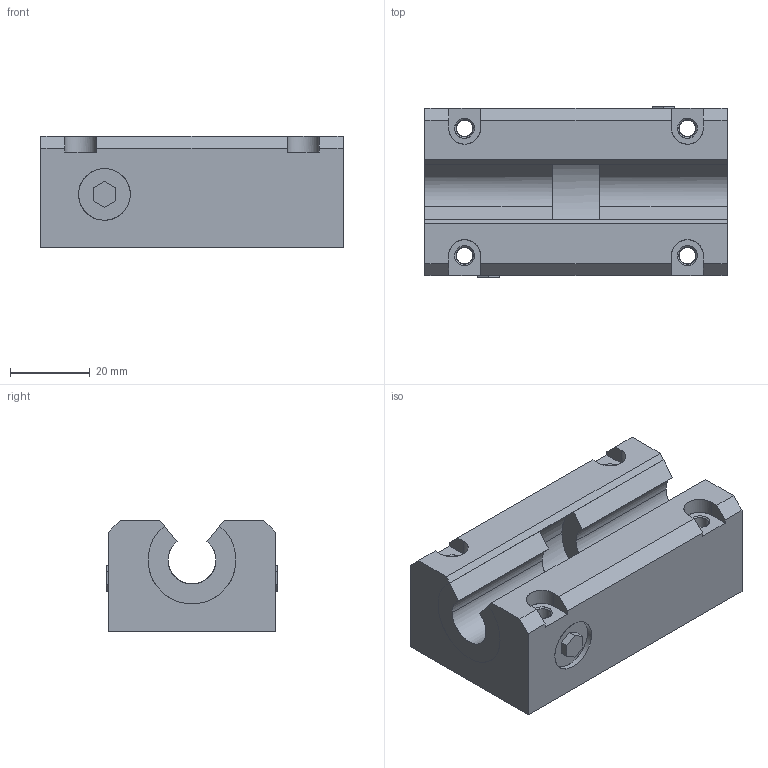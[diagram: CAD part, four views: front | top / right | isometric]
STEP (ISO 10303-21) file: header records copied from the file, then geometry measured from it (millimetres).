
FILE_DESCRIPTION ((), '1');
FILE_NAME ('TE33-212.stp', '2018-12-13T15:48:17', ('Unknown'), ('Unknown'), 'HarmonyWare STEP v2.0.5', 'Vectorworks', '');
FILE_SCHEMA (('CONFIG_CONTROL_DESIGN'));
Length unit declared in the file: millimetre
Products named in the file (109): NONE
Assembly tree (108 placements, depth 2):
  NONE
    NONE
    NONE
    NONE
    NONE
    NONE
    NONE
    NONE
    NONE
    NONE
    NONE
    NONE
    NONE
    NONE
    NONE
    NONE
    NONE
    NONE
    NONE
    NONE
    NONE
    NONE
    NONE
    NONE
    NONE
    NONE
    NONE
    NONE
    NONE
    NONE
    NONE
    NONE
    NONE
    NONE
    NONE
    NONE
    NONE
    NONE
    NONE
    NONE
    NONE
    NONE
    NONE
    NONE
    NONE
    NONE
    NONE
    NONE
    NONE
    NONE
    NONE
    NONE
    NONE
    NONE
    NONE
    NONE
    NONE
    NONE
    NONE
    NONE
Bounding box: 76 x 43.2 x 28 mm (x, y, z)
Surface area: 16616.9 mm2 (no closed solid volume)
Topology: 0 solids, 108 shells, 108 faces, 536 edges, 536 vertices
Faces by surface type: bspline 108
Entity records: 19998 total; most frequent: CARTESIAN_POINT 3406, PERSON 1088, ORGANIZATION 1088, PERSON_AND_ORGANIZATION 1088, CALENDAR_DATE 761, COORDINATED_UNIVERSAL_TIME_OFFSET 761, LOCAL_TIME 761, DATE_AND_TIME 761
